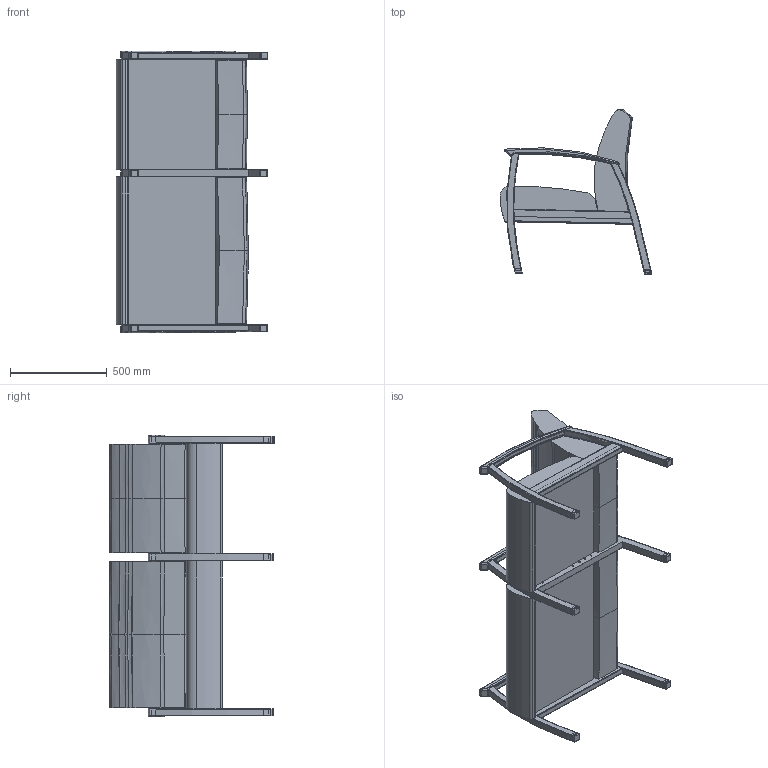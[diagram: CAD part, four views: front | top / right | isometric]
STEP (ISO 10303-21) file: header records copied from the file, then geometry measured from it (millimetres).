
FILE_DESCRIPTION(/* description */ (''),/* implementation_level */ '2;1');
FILE_NAME(/* name */ 'KOL20IBLU.stp',/* time_stamp */ '2015-04-14T06:30:26-04:00',/* author */ ('jbosley'),/* organization */ (''),/* preprocessor_version */ 'ST-DEVELOPER v15.6',/* originating_system */ 'Autodesk Inventor 2015',/* authorisation */ '');
FILE_SCHEMA (('AUTOMOTIVE_DESIGN { 1 0 10303 214 3 1 1 }'));
Length unit declared in the file: inch
Products named in the file (10): KOL10B NEW BACK; KOL10B NEW SEAT; ECM10 ARM L-D; ECM10 FP-B; EV U AC; ECM10 ARM INT-D; KOL10 NEW BACK; KOL10 SEAT; ECM10 ARM R-D; KOL20IBL
Bounding box: 783.75 x 855.26 x 1454.15 mm (x, y, z)
Volume: 205449990 mm3; surface area: 6172617.9 mm2
Topology: 16 solids, 16 shells, 763 faces, 1925 edges, 1192 vertices
Faces by surface type: plane 258, cylinder 231, bspline 192, torus 46, sphere 36
Full cylindrical faces by diameter (mm): 4.064 x9, 5.08 x3, 6.35 x24, 8.118 x3
Entity records: 17615 total; most frequent: CARTESIAN_POINT 6703, ORIENTED_EDGE 2326, DIRECTION 2002, EDGE_CURVE 1163, AXIS2_PLACEMENT_3D 770, VERTEX_POINT 761, EDGE_LOOP 576, LINE 462
